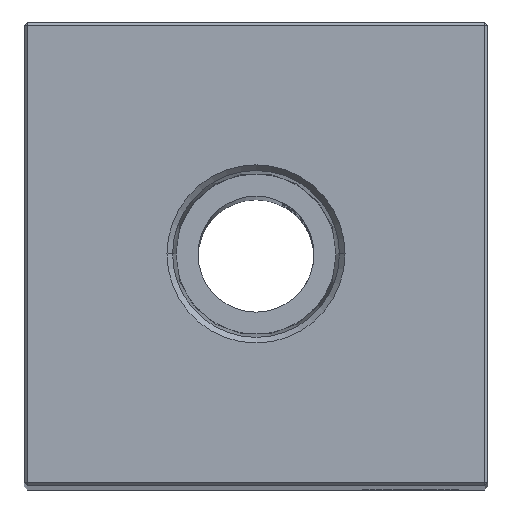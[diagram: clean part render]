
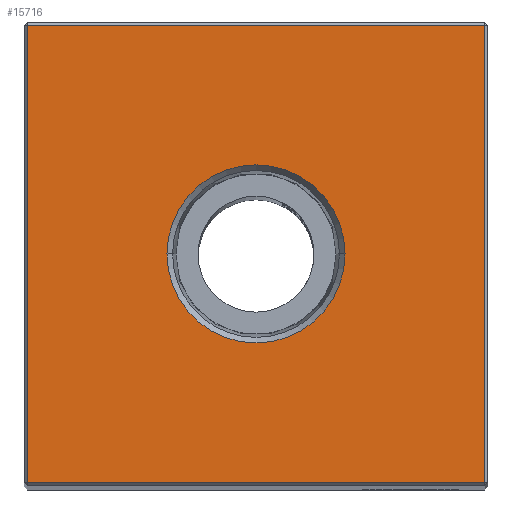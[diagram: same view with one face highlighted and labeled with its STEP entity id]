
A CAD part, top view. The second image highlights one B-rep face of the part: STEP entity #15716.
In plain terms, the highlighted planar face has unit normal (0, 0, 1).
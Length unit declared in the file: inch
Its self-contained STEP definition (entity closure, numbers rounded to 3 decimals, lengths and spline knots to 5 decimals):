
#87 = CARTESIAN_POINT ( 'NONE',  ( 0., -0.74, 7.75 ) ) ;
#491 = LINE ( 'NONE', #87, #19930 ) ;
#1536 = LINE ( 'NONE', #13228, #20979 ) ;
#1574 = CIRCLE ( 'NONE', #11909, 0.288 ) ;
#2175 = EDGE_CURVE ( 'NONE', #22987, #14285, #1574, .T. ) ;
#2676 = EDGE_LOOP ( 'NONE', ( #26845, #25140 ) ) ;
#4439 = LINE ( 'NONE', #30630, #29636 ) ;
#4675 = ORIENTED_EDGE ( 'NONE', *, *, #7501, .T. ) ;
#7009 = EDGE_CURVE ( 'NONE', #14285, #22987, #8180, .T. ) ;
#7330 = ORIENTED_EDGE ( 'NONE', *, *, #13864, .T. ) ;
#7501 = EDGE_CURVE ( 'NONE', #30410, #16478, #491, .T. ) ;
#8180 = CIRCLE ( 'NONE', #9802, 0.288 ) ;
#8254 = AXIS2_PLACEMENT_3D ( 'NONE', #10602, #27687, #13010 ) ;
#9619 = CARTESIAN_POINT ( 'NONE',  ( 0., 0., 7.75 ) ) ;
#9802 = AXIS2_PLACEMENT_3D ( 'NONE', #9619, #26687, #12054 ) ;
#10343 = LINE ( 'NONE', #19483, #22536 ) ;
#10499 = PLANE ( 'NONE',  #8254 ) ;
#10602 = CARTESIAN_POINT ( 'NONE',  ( 0., 0., 7.75 ) ) ;
#11816 = VERTEX_POINT ( 'NONE', #17856 ) ;
#11909 = AXIS2_PLACEMENT_3D ( 'NONE', #17206, #17105, #17014 ) ;
#12015 = ORIENTED_EDGE ( 'NONE', *, *, #12900, .T. ) ;
#12054 = DIRECTION ( 'NONE',  ( 1., 0., 0. ) ) ;
#12900 = EDGE_CURVE ( 'NONE', #11816, #21148, #10343, .T. ) ;
#13010 = DIRECTION ( 'NONE',  ( -1., 0., 0. ) ) ;
#13228 = CARTESIAN_POINT ( 'NONE',  ( -0.74, 0., 7.75 ) ) ;
#13864 = EDGE_CURVE ( 'NONE', #21148, #30410, #1536, .T. ) ;
#14285 = VERTEX_POINT ( 'NONE', #27246 ) ;
#14738 = CARTESIAN_POINT ( 'NONE',  ( -0.74, 0.74, 7.75 ) ) ;
#15121 = FACE_BOUND ( 'NONE', #2676, .T. ) ;
#15716 = ADVANCED_FACE ( 'NONE', ( #27371, #15121 ), #10499, .F. ) ;
#16478 = VERTEX_POINT ( 'NONE', #21661 ) ;
#17014 = DIRECTION ( 'NONE',  ( 1., 0., 0. ) ) ;
#17017 = ORIENTED_EDGE ( 'NONE', *, *, #17629, .T. ) ;
#17033 = DIRECTION ( 'NONE',  ( -1., 0., 0. ) ) ;
#17105 = DIRECTION ( 'NONE',  ( 0., 0., 1. ) ) ;
#17206 = CARTESIAN_POINT ( 'NONE',  ( 0., 0., 7.75 ) ) ;
#17629 = EDGE_CURVE ( 'NONE', #16478, #11816, #4439, .T. ) ;
#17856 = CARTESIAN_POINT ( 'NONE',  ( 0.74, 0.74, 7.75 ) ) ;
#19483 = CARTESIAN_POINT ( 'NONE',  ( 0., 0.74, 7.75 ) ) ;
#19930 = VECTOR ( 'NONE', #24468, 39.37008 ) ;
#20979 = VECTOR ( 'NONE', #25503, 39.37008 ) ;
#21047 = EDGE_LOOP ( 'NONE', ( #7330, #4675, #17017, #12015 ) ) ;
#21148 = VERTEX_POINT ( 'NONE', #14738 ) ;
#21661 = CARTESIAN_POINT ( 'NONE',  ( 0.74, -0.74, 7.75 ) ) ;
#22536 = VECTOR ( 'NONE', #17033, 39.37008 ) ;
#22987 = VERTEX_POINT ( 'NONE', #24572 ) ;
#24468 = DIRECTION ( 'NONE',  ( 1., 0., 0. ) ) ;
#24572 = CARTESIAN_POINT ( 'NONE',  ( 0.288, 0., 7.75 ) ) ;
#24932 = CARTESIAN_POINT ( 'NONE',  ( -0.74, -0.74, 7.75 ) ) ;
#25140 = ORIENTED_EDGE ( 'NONE', *, *, #7009, .F. ) ;
#25503 = DIRECTION ( 'NONE',  ( 0., -1., 0. ) ) ;
#26687 = DIRECTION ( 'NONE',  ( 0., 0., 1. ) ) ;
#26845 = ORIENTED_EDGE ( 'NONE', *, *, #2175, .F. ) ;
#27246 = CARTESIAN_POINT ( 'NONE',  ( -0.288, 0., 7.75 ) ) ;
#27371 = FACE_OUTER_BOUND ( 'NONE', #21047, .T. ) ;
#27687 = DIRECTION ( 'NONE',  ( 0., 0., -1. ) ) ;
#28146 = DIRECTION ( 'NONE',  ( 0., 1., 0. ) ) ;
#29636 = VECTOR ( 'NONE', #28146, 39.37008 ) ;
#30410 = VERTEX_POINT ( 'NONE', #24932 ) ;
#30630 = CARTESIAN_POINT ( 'NONE',  ( 0.74, 0., 7.75 ) ) ;
